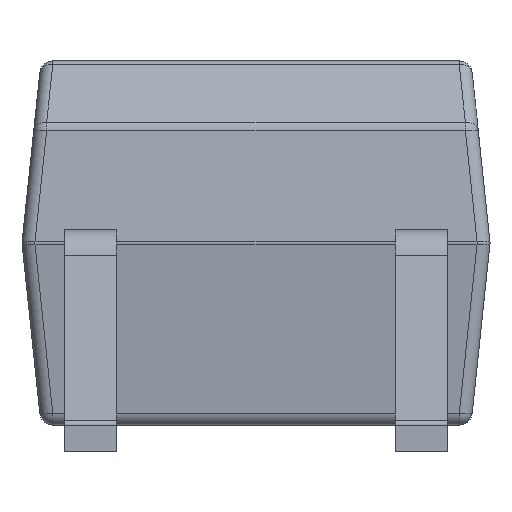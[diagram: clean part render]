
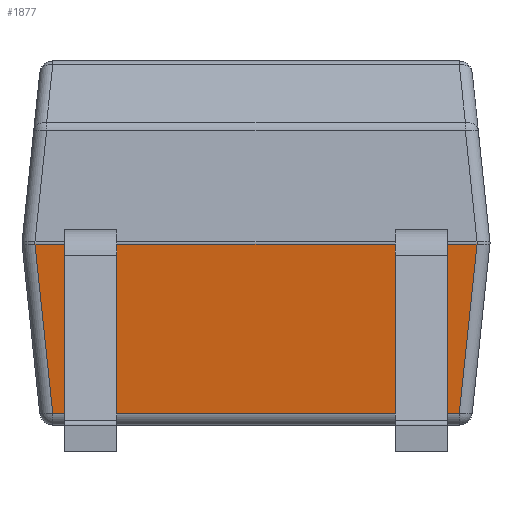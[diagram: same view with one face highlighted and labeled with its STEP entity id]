
A CAD part, front view. The second image highlights one B-rep face of the part: STEP entity #1877.
In plain terms, the highlighted planar face has unit normal (0, -0.995, -0.104).
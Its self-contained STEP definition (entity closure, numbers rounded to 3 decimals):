
#49=PLANE('',#2012);
#162=FACE_OUTER_BOUND('',#273,.T.);
#273=EDGE_LOOP('',(#1360,#1361,#1362,#1363,#1364,#1365,#1366,#1367,#1368,
#1369,#1370,#1371));
#380=LINE('',#3068,#563);
#401=LINE('',#3124,#584);
#404=LINE('',#3132,#587);
#405=LINE('',#3136,#588);
#406=LINE('',#3138,#589);
#407=LINE('',#3140,#590);
#408=LINE('',#3142,#591);
#409=LINE('',#3144,#592);
#410=LINE('',#3146,#593);
#411=LINE('',#3148,#594);
#412=LINE('',#3150,#595);
#413=LINE('',#3151,#596);
#563=VECTOR('',#2215,10.);
#584=VECTOR('',#2268,10.);
#587=VECTOR('',#2277,10.);
#588=VECTOR('',#2282,10.);
#589=VECTOR('',#2283,10.);
#590=VECTOR('',#2284,10.);
#591=VECTOR('',#2285,10.);
#592=VECTOR('',#2286,10.);
#593=VECTOR('',#2287,10.);
#594=VECTOR('',#2288,10.);
#595=VECTOR('',#2289,10.);
#596=VECTOR('',#2290,10.);
#835=VERTEX_POINT('',#3065);
#836=VERTEX_POINT('',#3067);
#855=VERTEX_POINT('',#3123);
#857=VERTEX_POINT('',#3131);
#858=VERTEX_POINT('',#3135);
#859=VERTEX_POINT('',#3137);
#860=VERTEX_POINT('',#3139);
#861=VERTEX_POINT('',#3141);
#862=VERTEX_POINT('',#3143);
#863=VERTEX_POINT('',#3145);
#864=VERTEX_POINT('',#3147);
#865=VERTEX_POINT('',#3149);
#1009=EDGE_CURVE('',#836,#835,#380,.T.);
#1037=EDGE_CURVE('',#855,#836,#401,.T.);
#1041=EDGE_CURVE('',#857,#855,#404,.T.);
#1043=EDGE_CURVE('',#858,#835,#405,.T.);
#1044=EDGE_CURVE('',#858,#859,#406,.T.);
#1045=EDGE_CURVE('',#859,#860,#407,.T.);
#1046=EDGE_CURVE('',#860,#861,#408,.T.);
#1047=EDGE_CURVE('',#862,#861,#409,.T.);
#1048=EDGE_CURVE('',#863,#862,#410,.T.);
#1049=EDGE_CURVE('',#864,#863,#411,.T.);
#1050=EDGE_CURVE('',#865,#864,#412,.T.);
#1051=EDGE_CURVE('',#857,#865,#413,.T.);
#1360=ORIENTED_EDGE('',*,*,#1041,.T.);
#1361=ORIENTED_EDGE('',*,*,#1037,.T.);
#1362=ORIENTED_EDGE('',*,*,#1009,.T.);
#1363=ORIENTED_EDGE('',*,*,#1043,.F.);
#1364=ORIENTED_EDGE('',*,*,#1044,.T.);
#1365=ORIENTED_EDGE('',*,*,#1045,.T.);
#1366=ORIENTED_EDGE('',*,*,#1046,.T.);
#1367=ORIENTED_EDGE('',*,*,#1047,.F.);
#1368=ORIENTED_EDGE('',*,*,#1048,.F.);
#1369=ORIENTED_EDGE('',*,*,#1049,.F.);
#1370=ORIENTED_EDGE('',*,*,#1050,.F.);
#1371=ORIENTED_EDGE('',*,*,#1051,.F.);
#1877=ADVANCED_FACE('',(#162),#49,.T.);
#2012=AXIS2_PLACEMENT_3D('',#3134,#2280,#2281);
#2215=DIRECTION('',(0.,-0.105,0.995));
#2268=DIRECTION('',(-1.,0.,0.));
#2277=DIRECTION('',(0.,0.105,-0.995));
#2280=DIRECTION('center_axis',(0.,-0.995,-0.105));
#2281=DIRECTION('ref_axis',(-1.,0.,0.));
#2282=DIRECTION('',(1.,0.,0.));
#2283=DIRECTION('',(0.,0.105,-0.995));
#2284=DIRECTION('',(-1.,0.,0.));
#2285=DIRECTION('',(0.,-0.105,0.995));
#2286=DIRECTION('',(1.,0.,0.));
#2287=DIRECTION('',(-0.104,-0.104,0.989));
#2288=DIRECTION('',(-1.,0.,0.));
#2289=DIRECTION('',(-0.104,0.104,-0.989));
#2290=DIRECTION('',(1.,0.,0.));
#3065=CARTESIAN_POINT('',(1.07,-2.199,1.59));
#3067=CARTESIAN_POINT('',(1.07,-2.189,1.5));
#3068=CARTESIAN_POINT('',(1.07,-2.163,1.251));
#3123=CARTESIAN_POINT('',(1.47,-2.189,1.5));
#3124=CARTESIAN_POINT('',(-0.265,-2.189,1.5));
#3131=CARTESIAN_POINT('',(1.47,-2.199,1.59));
#3132=CARTESIAN_POINT('',(1.47,-2.163,1.251));
#3134=CARTESIAN_POINT('Origin',(-1.8,-2.2,1.6));
#3135=CARTESIAN_POINT('',(-1.07,-2.199,1.59));
#3136=CARTESIAN_POINT('',(0.,-2.199,1.59));
#3137=CARTESIAN_POINT('',(-1.07,-2.189,1.5));
#3138=CARTESIAN_POINT('',(-1.07,-2.163,1.251));
#3139=CARTESIAN_POINT('',(-1.47,-2.189,1.5));
#3140=CARTESIAN_POINT('',(-1.535,-2.189,1.5));
#3141=CARTESIAN_POINT('',(-1.47,-2.199,1.59));
#3142=CARTESIAN_POINT('',(-1.47,-2.163,1.251));
#3143=CARTESIAN_POINT('',(-1.699,-2.199,1.59));
#3144=CARTESIAN_POINT('',(0.,-2.199,1.59));
#3145=CARTESIAN_POINT('',(-1.563,-2.062,0.29));
#3146=CARTESIAN_POINT('',(-1.678,-2.177,1.384));
#3147=CARTESIAN_POINT('',(1.563,-2.062,0.29));
#3148=CARTESIAN_POINT('',(-0.9,-2.062,0.29));
#3149=CARTESIAN_POINT('',(1.699,-2.199,1.59));
#3150=CARTESIAN_POINT('',(1.682,-2.182,1.425));
#3151=CARTESIAN_POINT('',(0.,-2.199,1.59));
